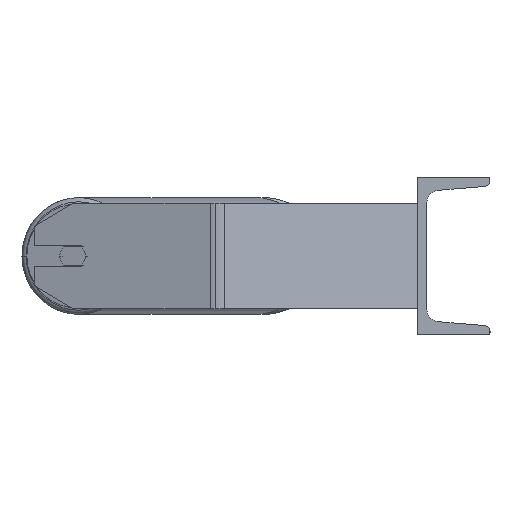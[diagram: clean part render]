
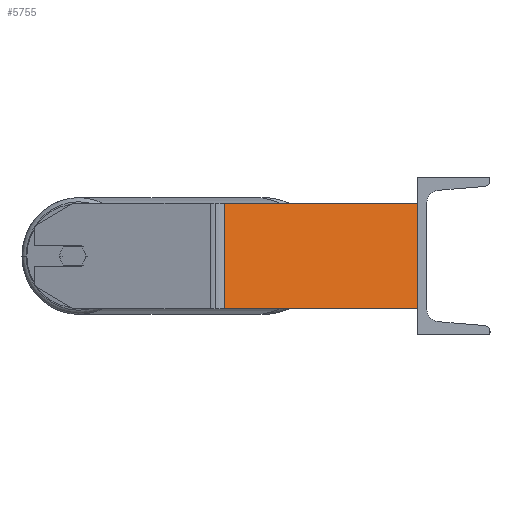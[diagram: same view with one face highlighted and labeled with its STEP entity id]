
A CAD part, left-side view. The second image highlights one B-rep face of the part: STEP entity #5755.
In plain terms, the highlighted planar face has unit normal (-0.906, -0.423, 0).
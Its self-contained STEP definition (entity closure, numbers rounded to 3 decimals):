
#718 = CARTESIAN_POINT ( 'NONE',  ( -785., 0., -40. ) ) ;
#891 = DIRECTION ( 'NONE',  ( 0.906, 0.423, 0. ) ) ;
#936 = ORIENTED_EDGE ( 'NONE', *, *, #7667, .F. ) ;
#1070 = VERTEX_POINT ( 'NONE', #1658 ) ;
#1322 = CARTESIAN_POINT ( 'NONE',  ( -785., 0., 40. ) ) ;
#1405 = VERTEX_POINT ( 'NONE', #3697 ) ;
#1500 = DIRECTION ( 'NONE',  ( 0.423, -0.906, 0. ) ) ;
#1658 = CARTESIAN_POINT ( 'NONE',  ( -853.576, 147.061, -40. ) ) ;
#1982 = VERTEX_POINT ( 'NONE', #2064 ) ;
#2014 = VECTOR ( 'NONE', #2878, 1000. ) ;
#2064 = CARTESIAN_POINT ( 'NONE',  ( -785., 0., 40. ) ) ;
#2261 = EDGE_CURVE ( 'NONE', #1405, #1982, #6620, .T. ) ;
#2704 = EDGE_CURVE ( 'NONE', #1070, #8187, #5623, .T. ) ;
#2865 = VECTOR ( 'NONE', #4906, 1000. ) ;
#2878 = DIRECTION ( 'NONE',  ( 0., 0., -1. ) ) ;
#3657 = EDGE_CURVE ( 'NONE', #1405, #1070, #6622, .T. ) ;
#3697 = CARTESIAN_POINT ( 'NONE',  ( -853.576, 147.061, 40. ) ) ;
#4333 = ORIENTED_EDGE ( 'NONE', *, *, #3657, .T. ) ;
#4473 = FACE_OUTER_BOUND ( 'NONE', #4650, .T. ) ;
#4650 = EDGE_LOOP ( 'NONE', ( #4939, #936, #5462, #4333 ) ) ;
#4684 = AXIS2_PLACEMENT_3D ( 'NONE', #7301, #891, #6651 ) ;
#4711 = VECTOR ( 'NONE', #1500, 1000. ) ;
#4906 = DIRECTION ( 'NONE',  ( 0.423, -0.906, 0. ) ) ;
#4939 = ORIENTED_EDGE ( 'NONE', *, *, #2704, .T. ) ;
#5279 = VECTOR ( 'NONE', #6936, 1000. ) ;
#5462 = ORIENTED_EDGE ( 'NONE', *, *, #2261, .F. ) ;
#5623 = LINE ( 'NONE', #5659, #2865 ) ;
#5659 = CARTESIAN_POINT ( 'NONE',  ( -856.037, 152.339, -40. ) ) ;
#5755 = ADVANCED_FACE ( 'NONE', ( #4473 ), #8800, .F. ) ;
#6620 = LINE ( 'NONE', #7930, #4711 ) ;
#6622 = LINE ( 'NONE', #7737, #2014 ) ;
#6651 = DIRECTION ( 'NONE',  ( -0.423, 0.906, 0. ) ) ;
#6936 = DIRECTION ( 'NONE',  ( 0., 0., -1. ) ) ;
#7301 = CARTESIAN_POINT ( 'NONE',  ( -856.037, 152.339, 40. ) ) ;
#7659 = LINE ( 'NONE', #1322, #5279 ) ;
#7667 = EDGE_CURVE ( 'NONE', #1982, #8187, #7659, .T. ) ;
#7737 = CARTESIAN_POINT ( 'NONE',  ( -853.576, 147.061, 40. ) ) ;
#7930 = CARTESIAN_POINT ( 'NONE',  ( -856.037, 152.339, 40. ) ) ;
#8187 = VERTEX_POINT ( 'NONE', #718 ) ;
#8800 = PLANE ( 'NONE',  #4684 ) ;
